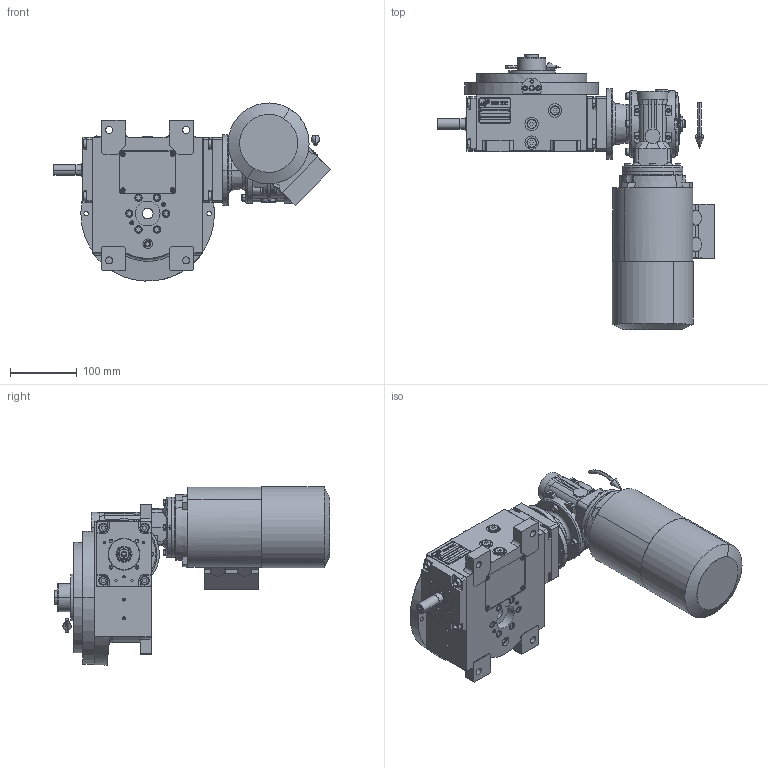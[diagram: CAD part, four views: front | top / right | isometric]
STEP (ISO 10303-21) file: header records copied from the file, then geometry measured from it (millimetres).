
FILE_DESCRIPTION (( 'STEP AP214' ), '1' );
FILE_NAME ('PC5200418.step', '2024-06-20T09:34:45', ( '' ), ( '' ), 'SwSTEP 2.0', 'SolidWorks 2020', '' );
FILE_SCHEMA (( 'AUTOMOTIVE_DESIGN' ));
Length unit declared in the file: millimetre
Products named in the file (87): rig04_004_s_001; olio_agip_blasia_150; RIG06_021_AF0.stp; cfn2151_01_162; rig04_007_master; cfn2115_02_182; cfn2107_01_001; cfn2070_05_001; cfn2000_01_147; cfn2000_01_129; cfn2155_01_186; rig04_014; rig04_015; freccia_angolare; RMI40_F1_LCB_SX_63B14; BM63B14; AS_rig04_014; CFN2010_02_002.stp; CFN2356_03_051.stp; cfn2115_02_213; CFN2155_01_007.stp; PC5200418; cfn2003_01_063; rig04_002_bl_004; cfn2128_05_006; cfn2104_01_016; cfn2151_01_087; rig04_004; rig04_003_6; AS_rig04_015; cfn2128_04_011; cfn2276_01_065; RIG04_005_S_001_ASM.stp; rig04_001_a_001; AS_rig04_071_6_m_n_02; cfn2104_01_002; AS_rig04_004; CFN2000_01_185.stp; cfn2155_01_055; cfn2151_01_092 ...
Assembly tree (79 placements, depth 5):
  olio_agip_blasia_150
  cfn2151_01_162
  rig04_007_master
  CFN2356_03_051.stp
  cfn2115_02_213
Bounding box: 414.63 x 412.49 x 266.38 mm (x, y, z)
Volume: 4951619.6 mm3; surface area: 749580.8 mm2
Topology: 82 solids, 82 shells, 3641 faces, 9082 edges, 5813 vertices
Faces by surface type: plane 1694, cylinder 1233, cone 547, torus 143, bspline 18, sphere 6
Entity records: 120214 total; most frequent: CARTESIAN_POINT 29749, DIRECTION 18218, ORIENTED_EDGE 17510, EDGE_CURVE 8755, AXIS2_PLACEMENT_3D 6647, VERTEX_POINT 5668, VECTOR 4924, LINE 4924
